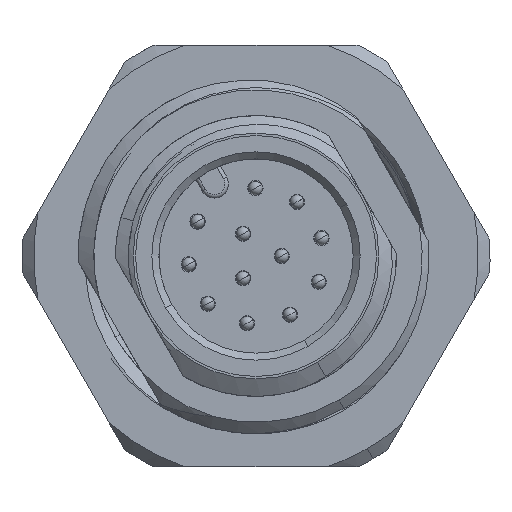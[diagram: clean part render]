
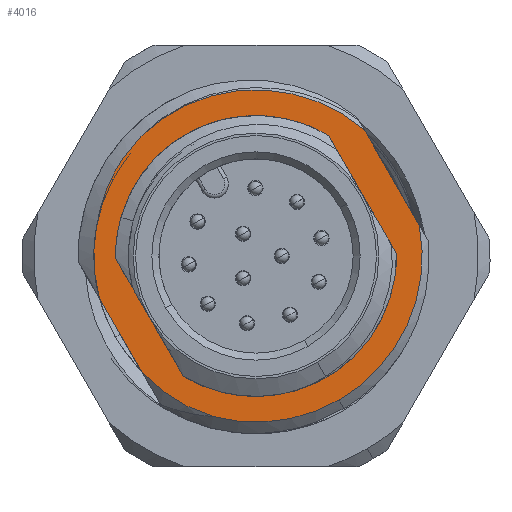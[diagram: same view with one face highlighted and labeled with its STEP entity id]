
A CAD part, front view. The second image highlights one B-rep face of the part: STEP entity #4016.
In plain terms, the highlighted planar face has unit normal (0, -1, 0).
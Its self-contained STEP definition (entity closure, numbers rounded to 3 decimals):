
#575 = CARTESIAN_POINT ( 'NONE',  ( -6.688, 0.001, -10.317 ) ) ;
#1040 = CARTESIAN_POINT ( 'NONE',  ( 0., 0., -8.5 ) ) ;
#1618 = DIRECTION ( 'NONE',  ( -0.257, 0., -0.966 ) ) ;
#1886 = CARTESIAN_POINT ( 'NONE',  ( 0., 0., -8.5 ) ) ;
#1921 = CARTESIAN_POINT ( 'NONE',  ( -4.86, 0.001, -13.481 ) ) ;
#2303 = CARTESIAN_POINT ( 'NONE',  ( 0., 0., -8.5 ) ) ;
#2352 = CARTESIAN_POINT ( 'NONE',  ( -4.913, 0., -3.375 ) ) ;
#2380 = CARTESIAN_POINT ( 'NONE',  ( -6.813, -0.002, -7.231 ) ) ;
#2391 = EDGE_CURVE ( 'NONE', #15582, #5928, #30848, .T. ) ;
#2682 = LINE ( 'NONE', #17783, #30162 ) ;
#2807 = DIRECTION ( 'NONE',  ( -0.5, 0., 0.866 ) ) ;
#4016 = ADVANCED_FACE ( 'NONE', ( #32106, #5245 ), #32881, .T. ) ;
#5245 = FACE_BOUND ( 'NONE', #7800, .T. ) ;
#5928 = VERTEX_POINT ( 'NONE', #575 ) ;
#6480 = ORIENTED_EDGE ( 'NONE', *, *, #2391, .T. ) ;
#7000 = DIRECTION ( 'NONE',  ( 0.516, 0., 0.857 ) ) ;
#7203 = DIRECTION ( 'NONE',  ( 0., -1., 0. ) ) ;
#7800 = EDGE_LOOP ( 'NONE', ( #10902, #18132, #22211, #35529 ) ) ;
#8336 = CARTESIAN_POINT ( 'NONE',  ( -3.094, 0., -13.641 ) ) ;
#8483 = CIRCLE ( 'NONE', #26614, 6. ) ;
#8568 = EDGE_CURVE ( 'NONE', #31194, #15902, #8483, .T. ) ;
#8684 = LINE ( 'NONE', #29662, #29485 ) ;
#8767 = ORIENTED_EDGE ( 'NONE', *, *, #24395, .T. ) ;
#9108 = VERTEX_POINT ( 'NONE', #34757 ) ;
#9279 = EDGE_CURVE ( 'NONE', #33453, #15582, #35630, .T. ) ;
#9487 = CIRCLE ( 'NONE', #26999, 6. ) ;
#10143 = CARTESIAN_POINT ( 'NONE',  ( 0., 0., -8.5 ) ) ;
#10230 = DIRECTION ( 'NONE',  ( 0.652, 0., 0.758 ) ) ;
#10339 = DIRECTION ( 'NONE',  ( -0.516, 0., -0.857 ) ) ;
#10447 = CARTESIAN_POINT ( 'NONE',  ( 3.094, 0., -3.359 ) ) ;
#10902 = ORIENTED_EDGE ( 'NONE', *, *, #35899, .F. ) ;
#10944 = CARTESIAN_POINT ( 'NONE',  ( -4.017, 0., -14.372 ) ) ;
#11312 = DIRECTION ( 'NONE',  ( 0., 0., -1. ) ) ;
#11712 = DIRECTION ( 'NONE',  ( -0.5, 0., 0.866 ) ) ;
#11943 = LINE ( 'NONE', #23901, #33390 ) ;
#12863 = EDGE_CURVE ( 'NONE', #38718, #5928, #8684, .T. ) ;
#13149 = VERTEX_POINT ( 'NONE', #10447 ) ;
#13453 = DIRECTION ( 'NONE',  ( 0., -1., 0. ) ) ;
#13572 = EDGE_CURVE ( 'NONE', #13149, #9108, #9487, .T. ) ;
#13648 = DIRECTION ( 'NONE',  ( -0.983, 0., 0.183 ) ) ;
#14535 = CARTESIAN_POINT ( 'NONE',  ( -4.913, 0., -3.375 ) ) ;
#15582 = VERTEX_POINT ( 'NONE', #28006 ) ;
#15902 = VERTEX_POINT ( 'NONE', #30087 ) ;
#17052 = CIRCLE ( 'NONE', #19560, 7.1 ) ;
#17076 = DIRECTION ( 'NONE',  ( -0.257, 0., -0.966 ) ) ;
#17095 = CARTESIAN_POINT ( 'NONE',  ( -6.492, 0., -5.816 ) ) ;
#17127 = AXIS2_PLACEMENT_3D ( 'NONE', #1040, #34560, #1618 ) ;
#17169 = LINE ( 'NONE', #8336, #25890 ) ;
#17286 = CARTESIAN_POINT ( 'NONE',  ( -6.707, 0., -6.507 ) ) ;
#17783 = CARTESIAN_POINT ( 'NONE',  ( 6.977, 0., -7.185 ) ) ;
#17871 = ORIENTED_EDGE ( 'NONE', *, *, #26750, .T. ) ;
#18132 = ORIENTED_EDGE ( 'NONE', *, *, #8568, .F. ) ;
#19208 = VERTEX_POINT ( 'NONE', #28109 ) ;
#19560 = AXIS2_PLACEMENT_3D ( 'NONE', #34737, #23139, #17076 ) ;
#19958 = CARTESIAN_POINT ( 'NONE',  ( -1.824, 0., -15.362 ) ) ;
#21479 = CARTESIAN_POINT ( 'NONE',  ( 6.977, 0., -7.185 ) ) ;
#21881 = CARTESIAN_POINT ( 'NONE',  ( -4.86, 0.001, -13.481 ) ) ;
#22187 = DIRECTION ( 'NONE',  ( 0., -1., 0. ) ) ;
#22211 = ORIENTED_EDGE ( 'NONE', *, *, #36176, .T. ) ;
#22329 = AXIS2_PLACEMENT_3D ( 'NONE', #2303, #38189, #11312 ) ;
#22899 = CARTESIAN_POINT ( 'NONE',  ( -3.004, 0., -14.999 ) ) ;
#23139 = DIRECTION ( 'NONE',  ( 0., -1., 0. ) ) ;
#23901 = CARTESIAN_POINT ( 'NONE',  ( 5.999, 0., -8.391 ) ) ;
#24379 = EDGE_CURVE ( 'NONE', #38718, #35985, #33161, .T. ) ;
#24395 = EDGE_CURVE ( 'NONE', #38257, #19208, #2682, .T. ) ;
#24576 = AXIS2_PLACEMENT_3D ( 'NONE', #28335, #13453, #13648 ) ;
#25026 = CARTESIAN_POINT ( 'NONE',  ( 3.55, 0., -14.649 ) ) ;
#25890 = VECTOR ( 'NONE', #38728, 1000. ) ;
#26106 = CARTESIAN_POINT ( 'NONE',  ( -5.425, 0., -3.904 ) ) ;
#26614 = AXIS2_PLACEMENT_3D ( 'NONE', #10143, #7203, #10339 ) ;
#26750 = EDGE_CURVE ( 'NONE', #35985, #27497, #17052, .T. ) ;
#26999 = AXIS2_PLACEMENT_3D ( 'NONE', #1886, #36818, #7000 ) ;
#27028 = DIRECTION ( 'NONE',  ( -0.5, 0., 0.866 ) ) ;
#27497 = VERTEX_POINT ( 'NONE', #25026 ) ;
#27625 = ORIENTED_EDGE ( 'NONE', *, *, #24379, .T. ) ;
#27765 = CIRCLE ( 'NONE', #34012, 7.1 ) ;
#28006 = CARTESIAN_POINT ( 'NONE',  ( -6.813, -0.002, -7.231 ) ) ;
#28109 = CARTESIAN_POINT ( 'NONE',  ( 4.628, 0., -3.115 ) ) ;
#28325 = CARTESIAN_POINT ( 'NONE',  ( -3.094, 0., -13.641 ) ) ;
#28335 = CARTESIAN_POINT ( 'NONE',  ( 0., 0., -8.5 ) ) ;
#28786 = EDGE_LOOP ( 'NONE', ( #38156, #36608, #6480, #38010, #27625, #17871, #34558, #8767 ) ) ;
#29485 = VECTOR ( 'NONE', #2807, 1000. ) ;
#29662 = CARTESIAN_POINT ( 'NONE',  ( -4.86, 0., -13.481 ) ) ;
#30087 = CARTESIAN_POINT ( 'NONE',  ( 5.999, 0., -8.391 ) ) ;
#30162 = VECTOR ( 'NONE', #11712, 1000. ) ;
#30848 = CIRCLE ( 'NONE', #24576, 6.93 ) ;
#31194 = VERTEX_POINT ( 'NONE', #28325 ) ;
#32106 = FACE_OUTER_BOUND ( 'NONE', #28786, .T. ) ;
#32881 = PLANE ( 'NONE',  #22329 ) ;
#33161 = B_SPLINE_CURVE_WITH_KNOTS ( 'NONE', 3,
 ( #1921, #10944, #22899, #19958 ),
 .UNSPECIFIED., .F., .F.,
 ( 4, 4 ),
 ( 0., 1. ),
 .UNSPECIFIED. ) ;
#33390 = VECTOR ( 'NONE', #27028, 1000. ) ;
#33453 = VERTEX_POINT ( 'NONE', #2352 ) ;
#34012 = AXIS2_PLACEMENT_3D ( 'NONE', #36720, #22187, #10230 ) ;
#34034 = CIRCLE ( 'NONE', #17127, 7.1 ) ;
#34558 = ORIENTED_EDGE ( 'NONE', *, *, #34724, .T. ) ;
#34560 = DIRECTION ( 'NONE',  ( 0., -1., 0. ) ) ;
#34724 = EDGE_CURVE ( 'NONE', #27497, #38257, #34034, .T. ) ;
#34737 = CARTESIAN_POINT ( 'NONE',  ( 0., 0., -8.5 ) ) ;
#34757 = CARTESIAN_POINT ( 'NONE',  ( -5.999, 0., -8.609 ) ) ;
#35529 = ORIENTED_EDGE ( 'NONE', *, *, #13572, .F. ) ;
#35630 = B_SPLINE_CURVE_WITH_KNOTS ( 'NONE', 3,
 ( #14535, #26106, #38084, #17095, #17286, #2380 ),
 .UNSPECIFIED., .F., .F.,
 ( 4, 2, 4 ),
 ( 0., 0.5, 1. ),
 .UNSPECIFIED. ) ;
#35899 = EDGE_CURVE ( 'NONE', #15902, #13149, #11943, .T. ) ;
#35985 = VERTEX_POINT ( 'NONE', #37098 ) ;
#36078 = EDGE_CURVE ( 'NONE', #19208, #33453, #27765, .T. ) ;
#36176 = EDGE_CURVE ( 'NONE', #31194, #9108, #17169, .T. ) ;
#36608 = ORIENTED_EDGE ( 'NONE', *, *, #9279, .T. ) ;
#36720 = CARTESIAN_POINT ( 'NONE',  ( 0., 0., -8.5 ) ) ;
#36818 = DIRECTION ( 'NONE',  ( 0., -1., 0. ) ) ;
#37098 = CARTESIAN_POINT ( 'NONE',  ( -1.824, 0., -15.362 ) ) ;
#38010 = ORIENTED_EDGE ( 'NONE', *, *, #12863, .F. ) ;
#38084 = CARTESIAN_POINT ( 'NONE',  ( -5.844, 0., -4.5 ) ) ;
#38156 = ORIENTED_EDGE ( 'NONE', *, *, #36078, .T. ) ;
#38189 = DIRECTION ( 'NONE',  ( 0., -1., 0. ) ) ;
#38257 = VERTEX_POINT ( 'NONE', #21479 ) ;
#38718 = VERTEX_POINT ( 'NONE', #21881 ) ;
#38728 = DIRECTION ( 'NONE',  ( -0.5, 0., 0.866 ) ) ;
